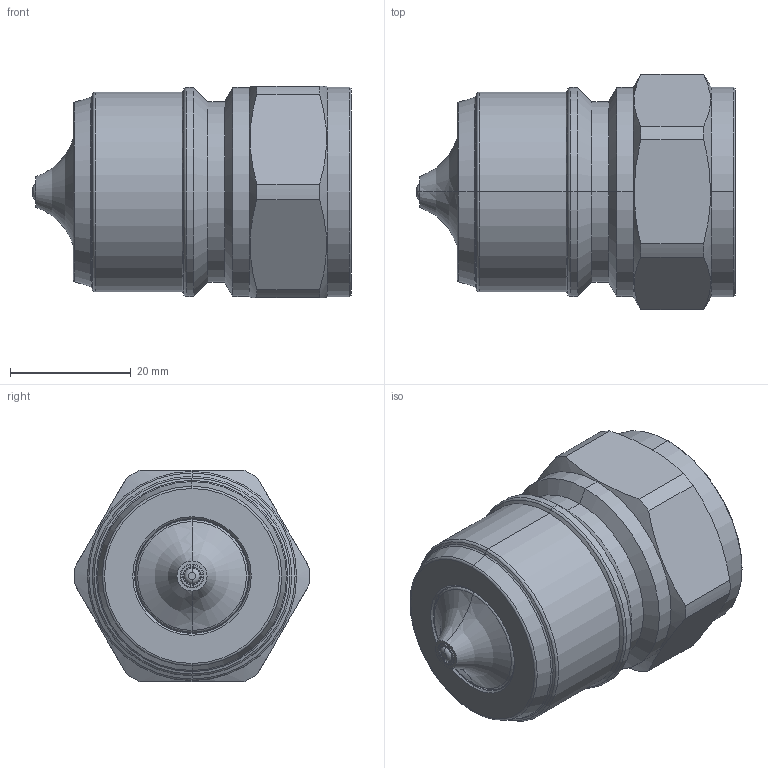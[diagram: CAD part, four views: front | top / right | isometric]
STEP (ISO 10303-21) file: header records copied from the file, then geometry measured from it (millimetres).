
FILE_DESCRIPTION (( 'STEP AP214' ), '1' );
FILE_NAME ('7521-QC.STEP', '2015-09-03T14:58:51', ( 'admin' ), ( 'Microsoft' ), 'SwSTEP 2.0', 'SolidWorks 2009', '' );
FILE_SCHEMA (( 'AUTOMOTIVE_DESIGN' ));
Length unit declared in the file: millimetre
Products named in the file (1): 7521-QC
Bounding box: 52.7 x 38.99 x 35 mm (x, y, z)
Volume: 33204.9 mm3; surface area: 8554.3 mm2
Topology: 1 solids, 1 shells, 77 faces, 166 edges, 96 vertices
Faces by surface type: cone 28, cylinder 22, torus 14, plane 13
Entity records: 2360 total; most frequent: CARTESIAN_POINT 484, DIRECTION 400, ORIENTED_EDGE 332, AXIS2_PLACEMENT_3D 172, EDGE_CURVE 166, VERTEX_POINT 96, CIRCLE 94, EDGE_LOOP 82
